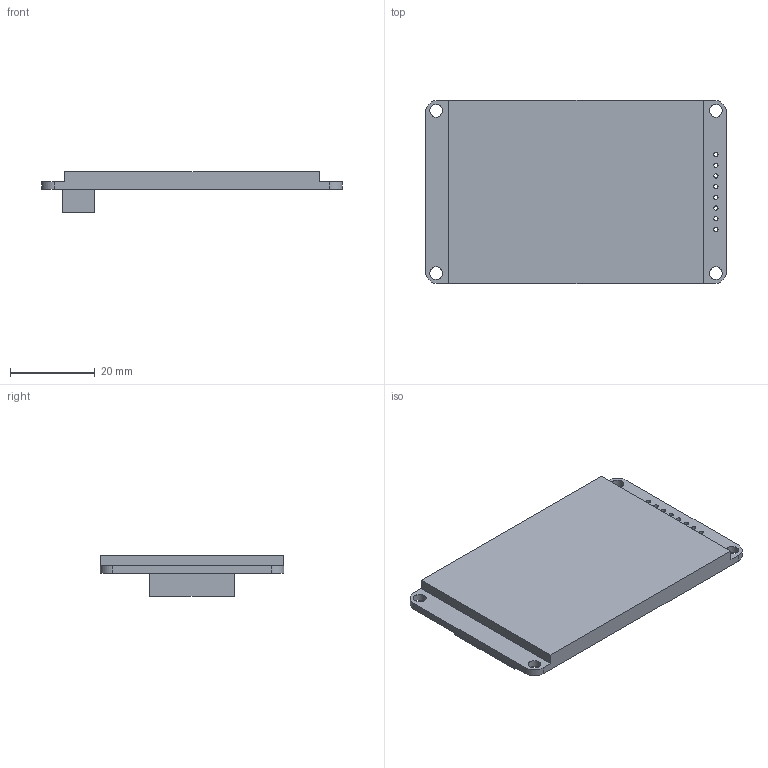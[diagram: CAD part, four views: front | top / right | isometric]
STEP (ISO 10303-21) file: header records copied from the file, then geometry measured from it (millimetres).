
FILE_DESCRIPTION(/* description */ (''),/* implementation_level */ '2;1');
FILE_NAME(/* name */ '142f134b-aecc-48e5-8c8c-d19dc1d0bdc1.stp',/* time_stamp */ '2023-12-05T16:55:14Z',/* author */ (''),/* organization */ (''),/* preprocessor_version */ 'ST-DEVELOPER v20',/* originating_system */ 'Autodesk Translation Framework v12.14.0.127',/* authorisation */ '');
FILE_SCHEMA (('AUTOMOTIVE_DESIGN { 1 0 10303 214 3 1 1 }'));
Length unit declared in the file: millimetre
Products named in the file (2): LCD; 2.4" LCD Module
Assembly tree (1 placements, depth 2):
  LCD
    2.4" LCD Module
Bounding box: 71 x 43.3 x 9.67 mm (x, y, z)
Volume: 12363 mm3; surface area: 7361.9 mm2
Topology: 1 solids, 1 shells, 31 faces, 84 edges, 56 vertices
Faces by surface type: cylinder 16, plane 15
Full cylindrical faces by diameter (mm): 1 x8, 3 x4
Entity records: 1091 total; most frequent: DIRECTION 184, CARTESIAN_POINT 174, ORIENTED_EDGE 168, EDGE_CURVE 84, AXIS2_PLACEMENT_3D 66, EDGE_LOOP 56, VERTEX_POINT 56, LINE 52
